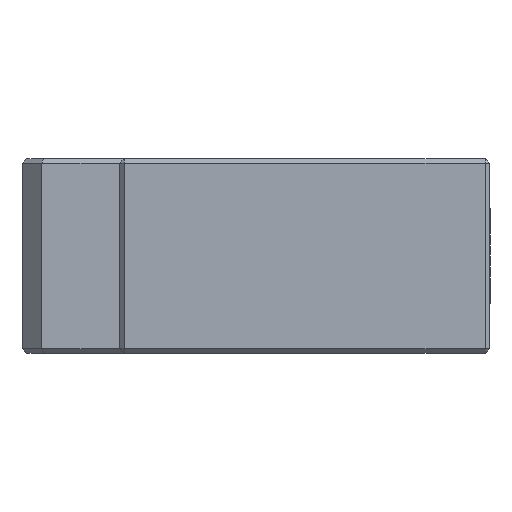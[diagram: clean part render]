
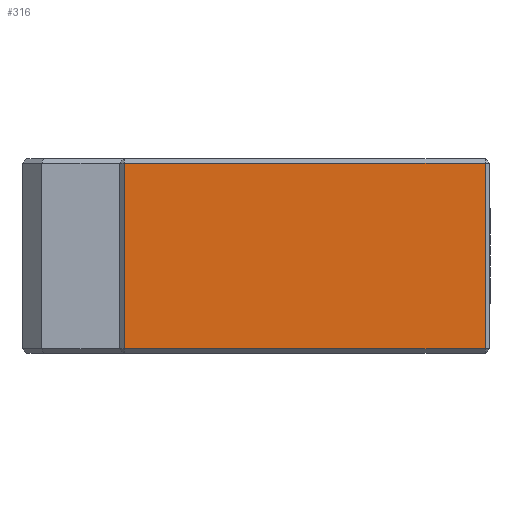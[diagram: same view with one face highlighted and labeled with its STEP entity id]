
A CAD part, left-side view. The second image highlights one B-rep face of the part: STEP entity #316.
In plain terms, the highlighted planar face has unit normal (-1, 0, 0).
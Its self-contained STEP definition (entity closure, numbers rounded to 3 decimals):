
#258 = AXIS2_PLACEMENT_3D ( 'NONE', #1843, #1844, #1845 ) ;
#260 = FACE_OUTER_BOUND ( 'NONE', #2575, .T. ) ;
#316 = ADVANCED_FACE ( 'NONE', ( #260 ), #1842, .F. ) ;
#1020 = VERTEX_POINT ( 'NONE', #3611 ) ;
#1021 = VERTEX_POINT ( 'NONE', #3612 ) ;
#1022 = VERTEX_POINT ( 'NONE', #3613 ) ;
#1023 = VERTEX_POINT ( 'NONE', #3614 ) ;
#1217 = ORIENTED_EDGE ( 'NONE', *, *, #2155, .T. ) ;
#1220 = ORIENTED_EDGE ( 'NONE', *, *, #2158, .T. ) ;
#1221 = ORIENTED_EDGE ( 'NONE', *, *, #2153, .T. ) ;
#1222 = ORIENTED_EDGE ( 'NONE', *, *, #2160, .T. ) ;
#1842 = PLANE ( 'NONE',  #258 ) ;
#1843 = CARTESIAN_POINT ( 'NONE',  ( -35., 10., 10. ) ) ;
#1844 = DIRECTION ( 'NONE',  ( 1., 0., 0. ) ) ;
#1845 = DIRECTION ( 'NONE',  ( 0., 1., 0. ) ) ;
#2153 = EDGE_CURVE ( 'NONE', #1021, #1022, #3694, .T. ) ;
#2155 = EDGE_CURVE ( 'NONE', #1020, #1021, #3697, .T. ) ;
#2158 = EDGE_CURVE ( 'NONE', #1022, #1023, #3700, .T. ) ;
#2160 = EDGE_CURVE ( 'NONE', #1023, #1020, #3703, .T. ) ;
#2575 = EDGE_LOOP ( 'NONE', ( #1217, #1221, #1220, #1222 ) ) ;
#3268 = VECTOR ( 'NONE', #3696, 1000. ) ;
#3269 = VECTOR ( 'NONE', #3699, 1000. ) ;
#3270 = VECTOR ( 'NONE', #3702, 1000. ) ;
#3271 = VECTOR ( 'NONE', #3705, 1000. ) ;
#3611 = CARTESIAN_POINT ( 'NONE',  ( -35., 9.5, 9.5 ) ) ;
#3612 = CARTESIAN_POINT ( 'NONE',  ( -35., 9.5, -9.5 ) ) ;
#3613 = CARTESIAN_POINT ( 'NONE',  ( -35., -27.5, -9.5 ) ) ;
#3614 = CARTESIAN_POINT ( 'NONE',  ( -35., -27.5, 9.5 ) ) ;
#3694 = LINE ( 'NONE', #3695, #3268 ) ;
#3695 = CARTESIAN_POINT ( 'NONE',  ( -35., 10., -9.5 ) ) ;
#3696 = DIRECTION ( 'NONE',  ( 0., -1., 0. ) ) ;
#3697 = LINE ( 'NONE', #3698, #3269 ) ;
#3698 = CARTESIAN_POINT ( 'NONE',  ( -35., 9.5, 10. ) ) ;
#3699 = DIRECTION ( 'NONE',  ( 0., 0., -1. ) ) ;
#3700 = LINE ( 'NONE', #3701, #3270 ) ;
#3701 = CARTESIAN_POINT ( 'NONE',  ( -35., -27.5, 10. ) ) ;
#3702 = DIRECTION ( 'NONE',  ( 0., 0., 1. ) ) ;
#3703 = LINE ( 'NONE', #3704, #3271 ) ;
#3704 = CARTESIAN_POINT ( 'NONE',  ( -35., 10., 9.5 ) ) ;
#3705 = DIRECTION ( 'NONE',  ( 0., 1., 0. ) ) ;
